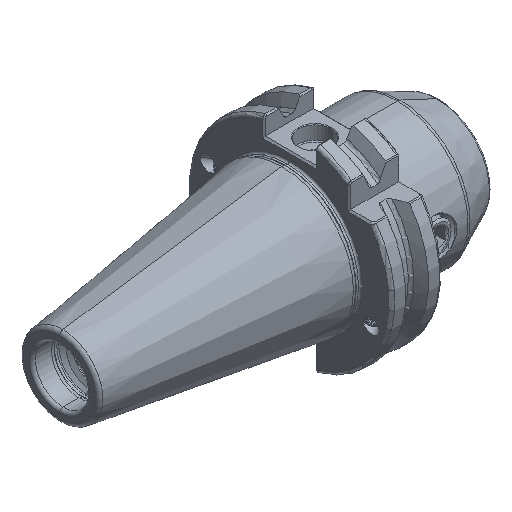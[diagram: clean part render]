
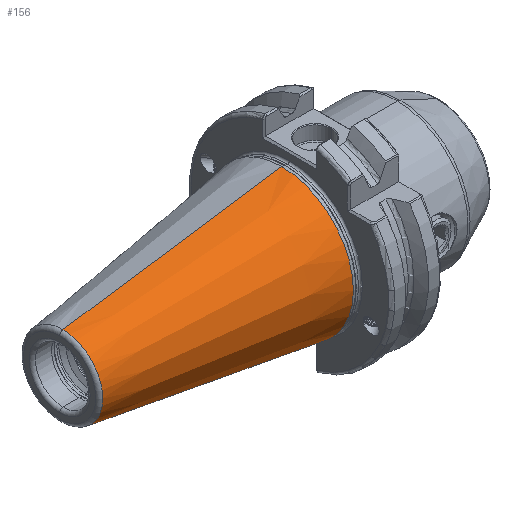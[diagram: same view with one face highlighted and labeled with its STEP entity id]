
A CAD part, isometric view. The second image highlights one B-rep face of the part: STEP entity #156.
In plain terms, the highlighted conical face has half-angle 8.297 degrees and reference radius 22.692 mm.
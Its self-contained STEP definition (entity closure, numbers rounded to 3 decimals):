
#156 = ADVANCED_FACE ( 'NONE', ( #25293 ), #25358, .T. ) ;
#404 = VERTEX_POINT ( 'NONE', #6604 ) ;
#406 = VERTEX_POINT ( 'NONE', #6609 ) ;
#2360 = EDGE_CURVE ( 'NONE', #22588, #404, #19287, .T. ) ;
#2379 = EDGE_CURVE ( 'NONE', #22632, #406, #19289, .T. ) ;
#3477 = CARTESIAN_POINT ( 'NONE',  ( 0., 0., 22.692 ) ) ;
#3479 = DIRECTION ( 'NONE',  ( 0.99, 0., 0.144 ) ) ;
#4473 = DIRECTION ( 'NONE',  ( 0., 0., 1. ) ) ;
#4484 = DIRECTION ( 'NONE',  ( 1., 0., 0. ) ) ;
#4489 = CARTESIAN_POINT ( 'NONE',  ( -70.573, 0., 0. ) ) ;
#6604 = CARTESIAN_POINT ( 'NONE',  ( -2.5, 0., -22.327 ) ) ;
#6609 = CARTESIAN_POINT ( 'NONE',  ( -2.5, 0., 22.327 ) ) ;
#8629 = AXIS2_PLACEMENT_3D ( 'NONE', #13400, #13378, #13408 ) ;
#11810 = CARTESIAN_POINT ( 'NONE',  ( -70.573, 0., -12.4 ) ) ;
#11850 = CARTESIAN_POINT ( 'NONE',  ( -70.573, 0., 12.4 ) ) ;
#12112 = AXIS2_PLACEMENT_3D ( 'NONE', #26339, #26391, #26371 ) ;
#12120 = AXIS2_PLACEMENT_3D ( 'NONE', #4489, #4484, #4473 ) ;
#13378 = DIRECTION ( 'NONE',  ( 1., 0., 0. ) ) ;
#13400 = CARTESIAN_POINT ( 'NONE',  ( 0., 0., 0. ) ) ;
#13408 = DIRECTION ( 'NONE',  ( 0., 0., -1. ) ) ;
#14025 = EDGE_LOOP ( 'NONE', ( #24322, #24347, #24381, #24295 ) ) ;
#17353 = CARTESIAN_POINT ( 'NONE',  ( 0., 0., -22.692 ) ) ;
#17367 = DIRECTION ( 'NONE',  ( 0.99, 0., -0.144 ) ) ;
#19264 = VECTOR ( 'NONE', #17367, 1000. ) ;
#19268 = VECTOR ( 'NONE', #3479, 1000. ) ;
#19287 = LINE ( 'NONE', #17353, #19264 ) ;
#19289 = LINE ( 'NONE', #3477, #19268 ) ;
#21035 = EDGE_CURVE ( 'NONE', #406, #404, #26699, .T. ) ;
#21185 = EDGE_CURVE ( 'NONE', #22632, #22588, #26763, .T. ) ;
#22588 = VERTEX_POINT ( 'NONE', #11810 ) ;
#22632 = VERTEX_POINT ( 'NONE', #11850 ) ;
#24295 = ORIENTED_EDGE ( 'NONE', *, *, #21035, .F. ) ;
#24322 = ORIENTED_EDGE ( 'NONE', *, *, #2379, .F. ) ;
#24347 = ORIENTED_EDGE ( 'NONE', *, *, #21185, .T. ) ;
#24381 = ORIENTED_EDGE ( 'NONE', *, *, #2360, .T. ) ;
#25293 = FACE_OUTER_BOUND ( 'NONE', #14025, .T. ) ;
#25358 = CONICAL_SURFACE ( 'NONE', #8629, 22.692, 0.145 ) ;
#26339 = CARTESIAN_POINT ( 'NONE',  ( -2.5, 0., 0. ) ) ;
#26371 = DIRECTION ( 'NONE',  ( 0., 0., -1. ) ) ;
#26391 = DIRECTION ( 'NONE',  ( 1., 0., 0. ) ) ;
#26699 = CIRCLE ( 'NONE', #12112, 22.327 ) ;
#26763 = CIRCLE ( 'NONE', #12120, 12.4 ) ;
